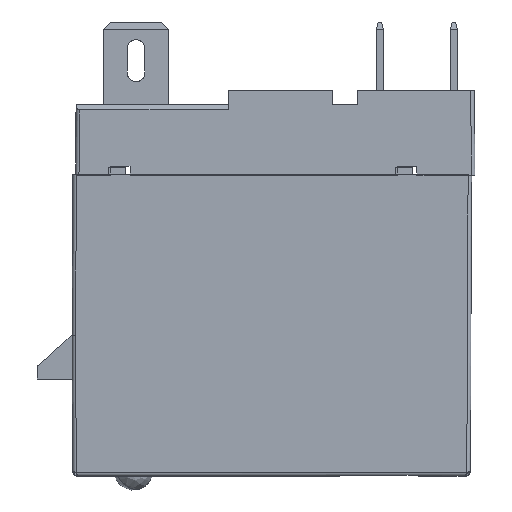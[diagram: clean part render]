
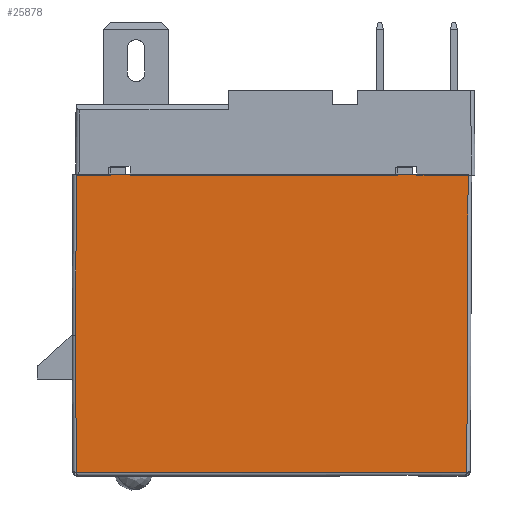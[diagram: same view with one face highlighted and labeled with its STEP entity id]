
A CAD part, front view. The second image highlights one B-rep face of the part: STEP entity #25878.
In plain terms, the highlighted planar face has unit normal (0, 1, 0.004).
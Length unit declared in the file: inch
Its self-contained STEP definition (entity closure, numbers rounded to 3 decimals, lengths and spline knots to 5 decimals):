
#546 = DIRECTION ( 'NONE',  ( -1., 0., 0. ) ) ;
#4340 = EDGE_CURVE ( 'NONE', #17030, #26107, #20293, .T. ) ;
#5851 = DIRECTION ( 'NONE',  ( 1., 0., 0. ) ) ;
#6775 = VERTEX_POINT ( 'NONE', #25739 ) ;
#7572 = CARTESIAN_POINT ( 'NONE',  ( -0.90576, 0.66963, -0.61551 ) ) ;
#7775 = DIRECTION ( 'NONE',  ( -0.004, -0.004, 1. ) ) ;
#8435 = LINE ( 'NONE', #25092, #12074 ) ;
#8677 = VECTOR ( 'NONE', #36725, 39.37008 ) ;
#10743 = FACE_OUTER_BOUND ( 'NONE', #13749, .T. ) ;
#11008 = ORIENTED_EDGE ( 'NONE', *, *, #19817, .T. ) ;
#11533 = ORIENTED_EDGE ( 'NONE', *, *, #18922, .T. ) ;
#11679 = ORIENTED_EDGE ( 'NONE', *, *, #14879, .T. ) ;
#11736 = VECTOR ( 'NONE', #546, 39.37008 ) ;
#12074 = VECTOR ( 'NONE', #7775, 39.37008 ) ;
#13644 = CARTESIAN_POINT ( 'NONE',  ( -0.90576, 0.66963, -0.61551 ) ) ;
#13749 = EDGE_LOOP ( 'NONE', ( #11533, #11008, #28314, #11679, #35963 ) ) ;
#14237 = DIRECTION ( 'NONE',  ( -0.004, 0.004, -1. ) ) ;
#14879 = EDGE_CURVE ( 'NONE', #35500, #17030, #22972, .T. ) ;
#14968 = CARTESIAN_POINT ( 'NONE',  ( -0.90576, 0.67134, -1.00648 ) ) ;
#15885 = CARTESIAN_POINT ( 'NONE',  ( -0.90576, 0.67134, -1.00648 ) ) ;
#17030 = VERTEX_POINT ( 'NONE', #22380 ) ;
#18677 = PLANE ( 'NONE',  #20061 ) ;
#18792 = DIRECTION ( 'NONE',  ( 0., -0.004, 1. ) ) ;
#18922 = EDGE_CURVE ( 'NONE', #26107, #6775, #27113, .T. ) ;
#19817 = EDGE_CURVE ( 'NONE', #6775, #31079, #8435, .T. ) ;
#20061 = AXIS2_PLACEMENT_3D ( 'NONE', #15885, #36055, #18792 ) ;
#20293 = LINE ( 'NONE', #37335, #27074 ) ;
#20509 = CARTESIAN_POINT ( 'NONE',  ( 0.20555, 0.67134, -1.00648 ) ) ;
#21127 = VECTOR ( 'NONE', #5851, 39.37008 ) ;
#21808 = EDGE_CURVE ( 'NONE', #31079, #35500, #24942, .T. ) ;
#22380 = CARTESIAN_POINT ( 'NONE',  ( 0.20924, 0.66765, -0.16043 ) ) ;
#22972 = LINE ( 'NONE', #26091, #21127 ) ;
#24942 = LINE ( 'NONE', #13644, #8677 ) ;
#25092 = CARTESIAN_POINT ( 'NONE',  ( -0.90405, 0.67134, -1.00648 ) ) ;
#25739 = CARTESIAN_POINT ( 'NONE',  ( -0.90405, 0.67134, -1.00648 ) ) ;
#25878 = ADVANCED_FACE ( 'NONE', ( #10743 ), #18677, .T. ) ;
#26091 = CARTESIAN_POINT ( 'NONE',  ( -0.90576, 0.66765, -0.16043 ) ) ;
#26107 = VERTEX_POINT ( 'NONE', #20509 ) ;
#26179 = CARTESIAN_POINT ( 'NONE',  ( -0.90378, 0.66765, -0.16043 ) ) ;
#27074 = VECTOR ( 'NONE', #14237, 39.37008 ) ;
#27113 = LINE ( 'NONE', #14968, #11736 ) ;
#28314 = ORIENTED_EDGE ( 'NONE', *, *, #21808, .T. ) ;
#31079 = VERTEX_POINT ( 'NONE', #7572 ) ;
#35500 = VERTEX_POINT ( 'NONE', #26179 ) ;
#35963 = ORIENTED_EDGE ( 'NONE', *, *, #4340, .T. ) ;
#36055 = DIRECTION ( 'NONE',  ( 0., 1., 0.004 ) ) ;
#36725 = DIRECTION ( 'NONE',  ( 0.004, -0.004, 1. ) ) ;
#37335 = CARTESIAN_POINT ( 'NONE',  ( 0.20924, 0.66765, -0.16043 ) ) ;
